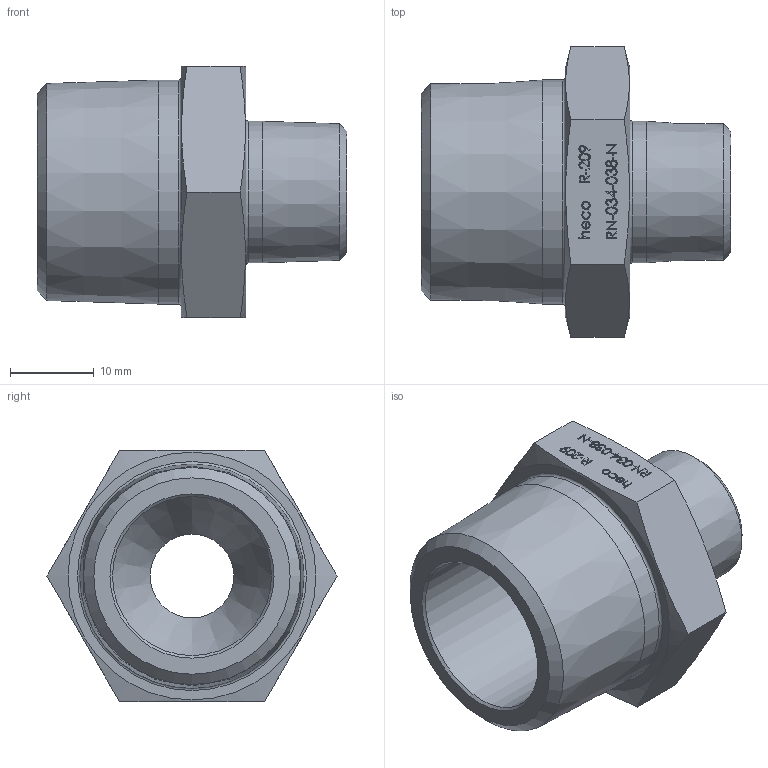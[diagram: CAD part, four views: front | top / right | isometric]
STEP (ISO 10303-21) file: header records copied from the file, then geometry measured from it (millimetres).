
FILE_DESCRIPTION (( 'STEP AP214' ), '1' );
FILE_NAME ('heco RN-034-038-N R-209 2011.STEP', '2020-11-04T10:43:50', ( '' ), ( '' ), 'SwSTEP 2.0', 'SolidWorks 2019', '' );
FILE_SCHEMA (( 'AUTOMOTIVE_DESIGN' ));
Length unit declared in the file: millimetre
Products named in the file (1): heco RN-034-038-N R-209 2011
Bounding box: 37 x 34.64 x 30.01 mm (x, y, z)
Volume: 10786.3 mm3; surface area: 5652.7 mm2
Topology: 1 solids, 1 shells, 288 faces, 750 edges, 498 vertices
Faces by surface type: plane 141, bspline 132, cone 9, cylinder 4, torus 2
Full cylindrical faces by diameter (mm): 10 x1, 16.893 x1, 19 x1, 26.753 x1
Entity records: 19033 total; most frequent: CARTESIAN_POINT 10166, ORIENTED_EDGE 1458, DIRECTION 785, EDGE_CURVE 729, VERTEX_POINT 492, VECTOR 435, LINE 435, EDGE_LOOP 339
